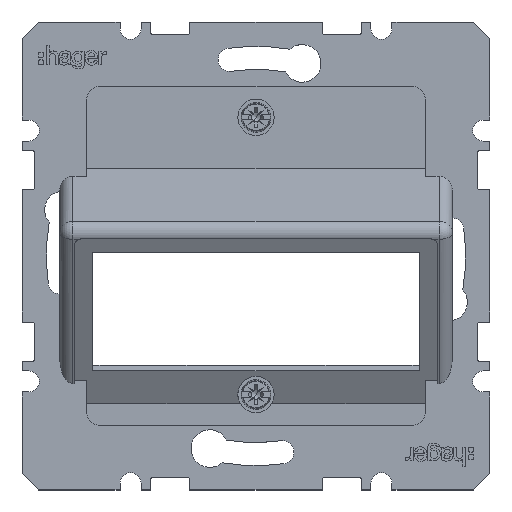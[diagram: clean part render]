
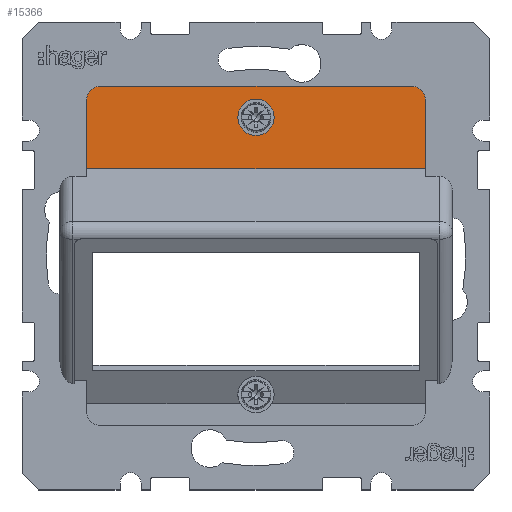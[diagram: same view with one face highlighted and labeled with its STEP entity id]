
A CAD part, top view. The second image highlights one B-rep face of the part: STEP entity #15366.
In plain terms, the highlighted face is planar.
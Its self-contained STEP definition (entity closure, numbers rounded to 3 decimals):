
#273=DIRECTION('',(0.,0.,1.));
#274=VECTOR('',#273,10.455);
#275=CARTESIAN_POINT('',(-25.669,5.1,-23.676));
#276=LINE('3628',#275,#274);
#300=DIRECTION('',(1.,0.,0.));
#301=VECTOR('',#300,51.337);
#302=CARTESIAN_POINT('',(-25.669,5.1,-13.221));
#303=LINE('3649',#302,#301);
#496=DIRECTION('',(0.,0.,-1.));
#497=VECTOR('',#496,10.455);
#498=CARTESIAN_POINT('',(25.669,5.1,-13.221));
#499=LINE('3692',#498,#497);
#534=CARTESIAN_POINT('',(-25.669,5.1,-23.676));
#535=CARTESIAN_POINT('',(-25.669,5.1,-24.199));
#536=CARTESIAN_POINT('',(-25.238,5.1,-25.238));
#537=CARTESIAN_POINT('',(-24.199,5.1,-25.669));
#538=CARTESIAN_POINT('',(-23.676,5.1,-25.669));
#540=DIRECTION('',(1.,0.,0.));
#541=VECTOR('',#540,47.353);
#542=CARTESIAN_POINT('',(-23.676,5.1,-25.669));
#543=LINE('3714',#542,#541);
#544=CARTESIAN_POINT('',(23.676,5.1,-25.669));
#545=CARTESIAN_POINT('',(24.199,5.1,-25.669));
#546=CARTESIAN_POINT('',(25.238,5.1,-25.238));
#547=CARTESIAN_POINT('',(25.669,5.1,-24.199));
#548=CARTESIAN_POINT('',(25.669,5.1,-23.676));
#550=CARTESIAN_POINT('',(0.,5.1,-21.));
#551=DIRECTION('',(0.,1.,0.));
#552=DIRECTION('',(0.,0.,-1.));
#553=AXIS2_PLACEMENT_3D('',#550,#551,#552);
#555=CARTESIAN_POINT('',(0.,5.1,-21.));
#556=DIRECTION('',(0.,1.,0.));
#557=DIRECTION('',(0.,0.,1.));
#558=AXIS2_PLACEMENT_3D('',#555,#556,#557);
#11308=CARTESIAN_POINT('',(-25.669,5.1,-23.676));
#11310=VERTEX_POINT('',#11308);
#11313=CARTESIAN_POINT('',(-23.676,5.1,-25.669));
#11314=VERTEX_POINT('',#11313);
#11321=CARTESIAN_POINT('',(-25.669,5.1,-13.221));
#11322=VERTEX_POINT('',#11321);
#11355=CARTESIAN_POINT('',(25.669,5.1,-13.221));
#11356=VERTEX_POINT('',#11355);
#11405=CARTESIAN_POINT('',(25.669,5.1,-23.676));
#11406=VERTEX_POINT('',#11405);
#11433=CARTESIAN_POINT('',(23.676,5.1,-25.669));
#11434=VERTEX_POINT('',#11433);
#11435=CARTESIAN_POINT('',(0.,5.1,-23.75));
#11436=CARTESIAN_POINT('',(0.,5.1,-18.25));
#11437=VERTEX_POINT('',#11435);
#11438=VERTEX_POINT('',#11436);
#15347=CARTESIAN_POINT('',(0.,5.1,0.));
#15348=DIRECTION('',(0.,-1.,0.));
#15349=DIRECTION('',(-1.,0.,0.));
#15350=AXIS2_PLACEMENT_3D('',#15347,#15348,#15349);
#15351=PLANE('4155',#15350);
#15352=ORIENTED_EDGE('3628',*,*,#14832,.F.);
#15353=ORIENTED_EDGE('3624',*,*,#14808,.T.);
#15354=ORIENTED_EDGE('3714',*,*,#15308,.T.);
#15355=ORIENTED_EDGE('3715',*,*,#15335,.T.);
#15356=ORIENTED_EDGE('3692',*,*,#15219,.F.);
#15357=ORIENTED_EDGE('3649',*,*,#14893,.F.);
#15358=EDGE_LOOP('4155',(#15352,#15353,#15354,#15355,#15356,#15357));
#15359=FACE_OUTER_BOUND('4155',#15358,.F.);
#15361=ORIENTED_EDGE('3716',*,*,#15360,.T.);
#15363=ORIENTED_EDGE('3717',*,*,#15362,.T.);
#15364=EDGE_LOOP('4155',(#15361,#15363));
#15365=FACE_BOUND('4155',#15364,.F.);
#15366=ADVANCED_FACE('4155',(#15359,#15365),#15351,.F.);
#539=B_SPLINE_CURVE_WITH_KNOTS('3624',3,(#534,#535,#536,#537,#538),
.UNSPECIFIED.,.F.,.F.,(4,1,4),(0.,0.5,1.),.UNSPECIFIED.);
#549=B_SPLINE_CURVE_WITH_KNOTS('3715',3,(#544,#545,#546,#547,#548),
.UNSPECIFIED.,.F.,.F.,(4,1,4),(0.,0.5,1.),.UNSPECIFIED.);
#554=CIRCLE('3716',#553,2.75);
#559=CIRCLE('3717',#558,2.75);
#14808=EDGE_CURVE('3624',#11310,#11314,#539,.T.);
#14832=EDGE_CURVE('3628',#11310,#11322,#276,.T.);
#14893=EDGE_CURVE('3649',#11322,#11356,#303,.T.);
#15219=EDGE_CURVE('3692',#11356,#11406,#499,.T.);
#15308=EDGE_CURVE('3714',#11314,#11434,#543,.T.);
#15335=EDGE_CURVE('3715',#11434,#11406,#549,.T.);
#15360=EDGE_CURVE('3716',#11437,#11438,#554,.T.);
#15362=EDGE_CURVE('3717',#11438,#11437,#559,.T.);
